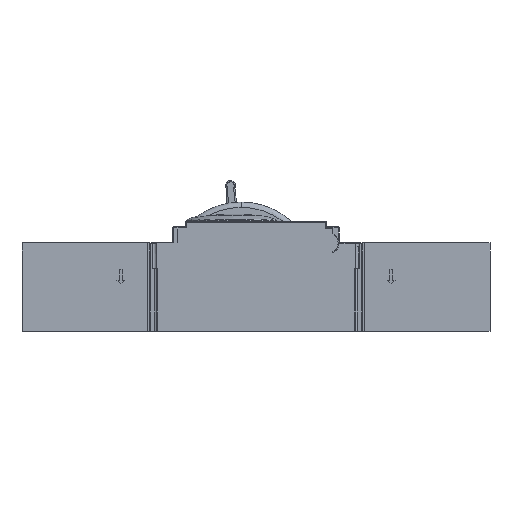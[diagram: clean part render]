
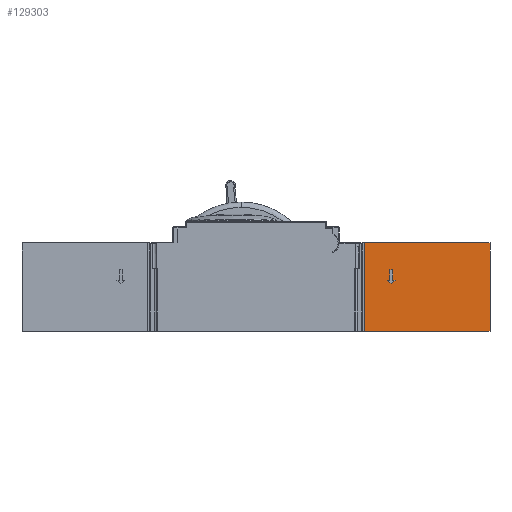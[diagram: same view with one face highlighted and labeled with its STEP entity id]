
A CAD part, left-side view. The second image highlights one B-rep face of the part: STEP entity #129303.
In plain terms, the highlighted planar face has unit normal (-1, 0, 0).
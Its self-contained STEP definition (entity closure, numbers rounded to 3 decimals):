
#1765 = DIRECTION ( 'NONE',  ( 0., 0., 1. ) ) ;
#2037 = ORIENTED_EDGE ( 'NONE', *, *, #114428, .T. ) ;
#3585 = VERTEX_POINT ( 'NONE', #85964 ) ;
#9499 = LINE ( 'NONE', #50485, #48238 ) ;
#9944 = CARTESIAN_POINT ( 'NONE',  ( 131.635, 80.7, 34.165 ) ) ;
#10230 = VERTEX_POINT ( 'NONE', #61007 ) ;
#10752 = LINE ( 'NONE', #103453, #59473 ) ;
#11176 = DIRECTION ( 'NONE',  ( -1., 0., 0. ) ) ;
#12918 = CARTESIAN_POINT ( 'NONE',  ( 131.635, 80.7, 35.698 ) ) ;
#14366 = VECTOR ( 'NONE', #101818, 1000. ) ;
#15938 = DIRECTION ( 'NONE',  ( 0., -0.707, -0.707 ) ) ;
#17450 = CARTESIAN_POINT ( 'NONE',  ( 131.635, 60.5, 74.165 ) ) ;
#18114 = DIRECTION ( 'NONE',  ( 0., -1., 0. ) ) ;
#18488 = DIRECTION ( 'NONE',  ( 0., -0.707, 0.707 ) ) ;
#21534 = LINE ( 'NONE', #40370, #93739 ) ;
#22875 = EDGE_LOOP ( 'NONE', ( #89221, #34237, #78211, #130369, #2037, #82800 ) ) ;
#23086 = EDGE_CURVE ( 'NONE', #10230, #55738, #129331, .T. ) ;
#23374 = CARTESIAN_POINT ( 'NONE',  ( 131.635, 59.5, 71.165 ) ) ;
#25812 = VERTEX_POINT ( 'NONE', #93267 ) ;
#26130 = CARTESIAN_POINT ( 'NONE',  ( 131.635, 58.5, 82.165 ) ) ;
#28547 = CARTESIAN_POINT ( 'NONE',  ( 131.635, 56.5, 74.165 ) ) ;
#29522 = VECTOR ( 'NONE', #15938, 1000. ) ;
#29935 = LINE ( 'NONE', #91075, #71301 ) ;
#31186 = VECTOR ( 'NONE', #113363, 1000. ) ;
#32848 = VERTEX_POINT ( 'NONE', #26130 ) ;
#33317 = FACE_OUTER_BOUND ( 'NONE', #22875, .T. ) ;
#34237 = ORIENTED_EDGE ( 'NONE', *, *, #113793, .F. ) ;
#34912 = EDGE_CURVE ( 'NONE', #110243, #129283, #52224, .T. ) ;
#36350 = VECTOR ( 'NONE', #91450, 1000. ) ;
#36800 = VECTOR ( 'NONE', #89549, 1000. ) ;
#38036 = EDGE_CURVE ( 'NONE', #32848, #107226, #21534, .T. ) ;
#39339 = LINE ( 'NONE', #80329, #14366 ) ;
#40370 = CARTESIAN_POINT ( 'NONE',  ( 131.635, 58.5, 82.165 ) ) ;
#41068 = CARTESIAN_POINT ( 'NONE',  ( 131.635, 56.5, 74.165 ) ) ;
#43155 = CARTESIAN_POINT ( 'NONE',  ( 131.635, 80.7, 34.365 ) ) ;
#44361 = EDGE_CURVE ( 'NONE', #59601, #10230, #115451, .T. ) ;
#48112 = ORIENTED_EDGE ( 'NONE', *, *, #77024, .T. ) ;
#48155 = EDGE_CURVE ( 'NONE', #94665, #25812, #131131, .T. ) ;
#48238 = VECTOR ( 'NONE', #91446, 1000. ) ;
#49109 = CARTESIAN_POINT ( 'NONE',  ( 131.635, 56.5, 74.165 ) ) ;
#50485 = CARTESIAN_POINT ( 'NONE',  ( 131.635, 60.5, 82.165 ) ) ;
#51726 = DIRECTION ( 'NONE',  ( 0., 1., 0. ) ) ;
#52224 = LINE ( 'NONE', #115364, #31186 ) ;
#53492 = PLANE ( 'NONE',  #131597 ) ;
#55738 = VERTEX_POINT ( 'NONE', #49109 ) ;
#57117 = LINE ( 'NONE', #78593, #129242 ) ;
#59473 = VECTOR ( 'NONE', #51726, 1000. ) ;
#59601 = VERTEX_POINT ( 'NONE', #115315 ) ;
#59653 = CARTESIAN_POINT ( 'NONE',  ( 131.635, 80.7, 34.231 ) ) ;
#60604 = CARTESIAN_POINT ( 'NONE',  ( 131.635, 57.7, 34.165 ) ) ;
#61007 = CARTESIAN_POINT ( 'NONE',  ( 131.635, 59.5, 71.165 ) ) ;
#61514 = DIRECTION ( 'NONE',  ( 0., 1., 0. ) ) ;
#61968 = ORIENTED_EDGE ( 'NONE', *, *, #23086, .F. ) ;
#62129 = CARTESIAN_POINT ( 'NONE',  ( 131.635, -17.5, 103.165 ) ) ;
#62526 = DIRECTION ( 'NONE',  ( 0., 0., -1. ) ) ;
#63298 = CARTESIAN_POINT ( 'NONE',  ( 131.635, 80.7, 35.031 ) ) ;
#70238 = CARTESIAN_POINT ( 'NONE',  ( 131.635, 58.5, 74.165 ) ) ;
#71301 = VECTOR ( 'NONE', #61514, 1000. ) ;
#73075 = CARTESIAN_POINT ( 'NONE',  ( 131.635, 80.7, 34.365 ) ) ;
#74235 = EDGE_CURVE ( 'NONE', #86889, #110243, #29935, .T. ) ;
#74947 = CARTESIAN_POINT ( 'NONE',  ( 131.635, 57.7, 69.765 ) ) ;
#77024 = EDGE_CURVE ( 'NONE', #3585, #32848, #57117, .T. ) ;
#78211 = ORIENTED_EDGE ( 'NONE', *, *, #126191, .F. ) ;
#78593 = CARTESIAN_POINT ( 'NONE',  ( 131.635, 60.5, 82.165 ) ) ;
#79462 = EDGE_CURVE ( 'NONE', #3585, #89943, #9499, .T. ) ;
#80329 = CARTESIAN_POINT ( 'NONE',  ( 131.635, -17.5, 69.765 ) ) ;
#82800 = ORIENTED_EDGE ( 'NONE', *, *, #74235, .T. ) ;
#84569 = ORIENTED_EDGE ( 'NONE', *, *, #99304, .F. ) ;
#85964 = CARTESIAN_POINT ( 'NONE',  ( 131.635, 60.5, 82.165 ) ) ;
#86889 = VERTEX_POINT ( 'NONE', #62129 ) ;
#89221 = ORIENTED_EDGE ( 'NONE', *, *, #34912, .T. ) ;
#89549 = DIRECTION ( 'NONE',  ( 0., -1., 0. ) ) ;
#89943 = VERTEX_POINT ( 'NONE', #17450 ) ;
#90453 = CARTESIAN_POINT ( 'NONE',  ( 131.635, 80.7, 36.365 ) ) ;
#91075 = CARTESIAN_POINT ( 'NONE',  ( 131.635, 57.7, 103.165 ) ) ;
#91446 = DIRECTION ( 'NONE',  ( 0., 0., -1. ) ) ;
#91450 = DIRECTION ( 'NONE',  ( 0., 1., 0. ) ) ;
#93267 = CARTESIAN_POINT ( 'NONE',  ( 131.635, -17.5, 34.165 ) ) ;
#93739 = VECTOR ( 'NONE', #62526, 1000. ) ;
#94665 = VERTEX_POINT ( 'NONE', #115739 ) ;
#96687 = ORIENTED_EDGE ( 'NONE', *, *, #44361, .F. ) ;
#99304 = EDGE_CURVE ( 'NONE', #89943, #59601, #10752, .T. ) ;
#100561 = B_SPLINE_CURVE_WITH_KNOTS ( 'NONE', 3,
 ( #9944, #59653, #132844, #73075 ),
 .UNSPECIFIED., .F., .F.,
 ( 4, 4 ),
 ( 0., 1. ),
 .UNSPECIFIED. ) ;
#101527 = EDGE_CURVE ( 'NONE', #55738, #107226, #103552, .T. ) ;
#101818 = DIRECTION ( 'NONE',  ( 0., 0., 1. ) ) ;
#103453 = CARTESIAN_POINT ( 'NONE',  ( 131.635, 56.5, 74.165 ) ) ;
#103552 = LINE ( 'NONE', #41068, #36350 ) ;
#107226 = VERTEX_POINT ( 'NONE', #70238 ) ;
#107619 = EDGE_LOOP ( 'NONE', ( #84569, #109662, #48112, #116170, #117856, #61968, #96687 ) ) ;
#109634 = CARTESIAN_POINT ( 'NONE',  ( 131.635, 80.7, 34.365 ) ) ;
#109662 = ORIENTED_EDGE ( 'NONE', *, *, #79462, .F. ) ;
#110243 = VERTEX_POINT ( 'NONE', #124182 ) ;
#111803 = VECTOR ( 'NONE', #18488, 1000. ) ;
#113363 = DIRECTION ( 'NONE',  ( 0., 0., -1. ) ) ;
#113793 = EDGE_CURVE ( 'NONE', #124663, #129283, #129412, .T. ) ;
#113953 = FACE_BOUND ( 'NONE', #107619, .T. ) ;
#114428 = EDGE_CURVE ( 'NONE', #25812, #86889, #39339, .T. ) ;
#115315 = CARTESIAN_POINT ( 'NONE',  ( 131.635, 62.5, 74.165 ) ) ;
#115364 = CARTESIAN_POINT ( 'NONE',  ( 131.635, 80.7, 103.165 ) ) ;
#115451 = LINE ( 'NONE', #23374, #29522 ) ;
#115739 = CARTESIAN_POINT ( 'NONE',  ( 131.635, 80.7, 34.165 ) ) ;
#116170 = ORIENTED_EDGE ( 'NONE', *, *, #38036, .T. ) ;
#117856 = ORIENTED_EDGE ( 'NONE', *, *, #101527, .F. ) ;
#124182 = CARTESIAN_POINT ( 'NONE',  ( 131.635, 80.7, 103.165 ) ) ;
#124416 = CARTESIAN_POINT ( 'NONE',  ( 131.635, 80.7, 36.365 ) ) ;
#124663 = VERTEX_POINT ( 'NONE', #109634 ) ;
#126191 = EDGE_CURVE ( 'NONE', #94665, #124663, #100561, .T. ) ;
#129242 = VECTOR ( 'NONE', #18114, 1000. ) ;
#129283 = VERTEX_POINT ( 'NONE', #90453 ) ;
#129303 = ADVANCED_FACE ( 'NONE', ( #33317, #113953 ), #53492, .T. ) ;
#129331 = LINE ( 'NONE', #28547, #111803 ) ;
#129412 = B_SPLINE_CURVE_WITH_KNOTS ( 'NONE', 3,
 ( #43155, #63298, #12918, #124416 ),
 .UNSPECIFIED., .F., .F.,
 ( 4, 4 ),
 ( 0., 1. ),
 .UNSPECIFIED. ) ;
#130369 = ORIENTED_EDGE ( 'NONE', *, *, #48155, .T. ) ;
#131131 = LINE ( 'NONE', #60604, #36800 ) ;
#131597 = AXIS2_PLACEMENT_3D ( 'NONE', #74947, #11176, #1765 ) ;
#132844 = CARTESIAN_POINT ( 'NONE',  ( 131.635, 80.7, 34.298 ) ) ;
